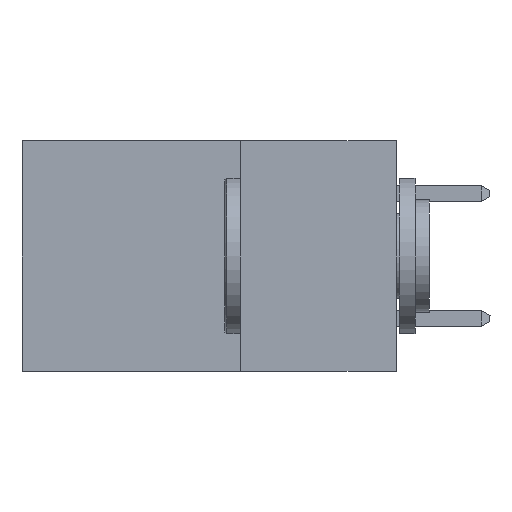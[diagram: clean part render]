
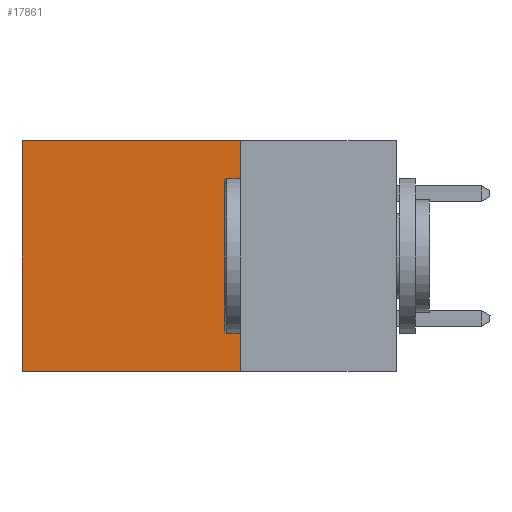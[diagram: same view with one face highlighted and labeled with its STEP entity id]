
A CAD part, left-side view. The second image highlights one B-rep face of the part: STEP entity #17861.
In plain terms, the highlighted planar face has unit normal (-1, 0, 0).
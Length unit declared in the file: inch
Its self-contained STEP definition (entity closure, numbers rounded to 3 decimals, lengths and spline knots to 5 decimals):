
#909 = CARTESIAN_POINT ( 'NONE',  ( 0.2615, 0.25, -0.37 ) ) ;
#1532 = CARTESIAN_POINT ( 'NONE',  ( 0.2615, 0.6, -0.37 ) ) ;
#1581 = DIRECTION ( 'NONE',  ( 0., 0., -1. ) ) ;
#1809 = ORIENTED_EDGE ( 'NONE', *, *, #18753, .F. ) ;
#2701 = EDGE_CURVE ( 'NONE', #13606, #6220, #15574, .T. ) ;
#3310 = CARTESIAN_POINT ( 'NONE',  ( 0.2615, 0.25, 0. ) ) ;
#3312 = LINE ( 'NONE', #4079, #10669 ) ;
#3370 = CARTESIAN_POINT ( 'NONE',  ( 0.2615, 0.25, -0.37 ) ) ;
#4021 = ORIENTED_EDGE ( 'NONE', *, *, #8785, .T. ) ;
#4079 = CARTESIAN_POINT ( 'NONE',  ( 0.2615, 0.25, -0.37 ) ) ;
#4138 = DIRECTION ( 'NONE',  ( 0., 1., 0. ) ) ;
#4312 = DIRECTION ( 'NONE',  ( 0., 0., -1. ) ) ;
#4437 = VERTEX_POINT ( 'NONE', #18202 ) ;
#4572 = CARTESIAN_POINT ( 'NONE',  ( 0.2615, 0.6, 0. ) ) ;
#4851 = DIRECTION ( 'NONE',  ( 0., 0., -1. ) ) ;
#6220 = VERTEX_POINT ( 'NONE', #4572 ) ;
#7741 = VECTOR ( 'NONE', #4138, 39.37008 ) ;
#8584 = DIRECTION ( 'NONE',  ( 0., 1., 0. ) ) ;
#8615 = EDGE_CURVE ( 'NONE', #13606, #8847, #3312, .T. ) ;
#8785 = EDGE_CURVE ( 'NONE', #6220, #4437, #12571, .T. ) ;
#8847 = VERTEX_POINT ( 'NONE', #909 ) ;
#9818 = ORIENTED_EDGE ( 'NONE', *, *, #8615, .F. ) ;
#10534 = ORIENTED_EDGE ( 'NONE', *, *, #2701, .T. ) ;
#10669 = VECTOR ( 'NONE', #4312, 39.37008 ) ;
#11667 = EDGE_LOOP ( 'NONE', ( #4021, #1809, #9818, #10534 ) ) ;
#12211 = PLANE ( 'NONE',  #17540 ) ;
#12571 = LINE ( 'NONE', #1532, #15305 ) ;
#12856 = CARTESIAN_POINT ( 'NONE',  ( 0.2615, 0.25, 0. ) ) ;
#13606 = VERTEX_POINT ( 'NONE', #12856 ) ;
#13712 = DIRECTION ( 'NONE',  ( 1., 0., 0. ) ) ;
#15305 = VECTOR ( 'NONE', #1581, 39.37008 ) ;
#15574 = LINE ( 'NONE', #3310, #7741 ) ;
#15848 = VECTOR ( 'NONE', #8584, 39.37008 ) ;
#15884 = CARTESIAN_POINT ( 'NONE',  ( 0.2615, 0.25, -0.37 ) ) ;
#16275 = LINE ( 'NONE', #15884, #15848 ) ;
#16743 = FACE_OUTER_BOUND ( 'NONE', #11667, .T. ) ;
#17540 = AXIS2_PLACEMENT_3D ( 'NONE', #3370, #13712, #4851 ) ;
#17861 = ADVANCED_FACE ( 'NONE', ( #16743 ), #12211, .F. ) ;
#18202 = CARTESIAN_POINT ( 'NONE',  ( 0.2615, 0.6, -0.37 ) ) ;
#18753 = EDGE_CURVE ( 'NONE', #8847, #4437, #16275, .T. ) ;
